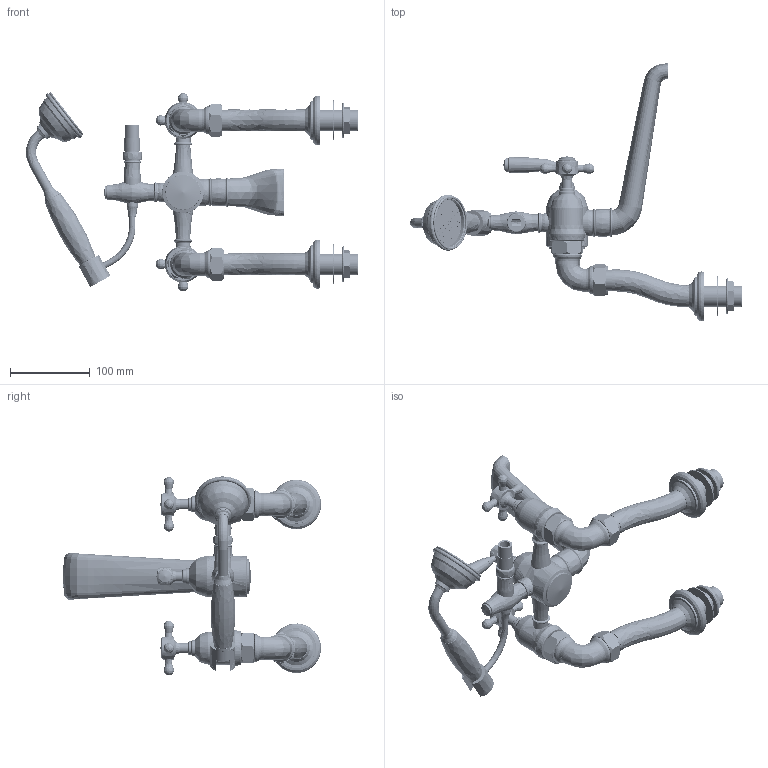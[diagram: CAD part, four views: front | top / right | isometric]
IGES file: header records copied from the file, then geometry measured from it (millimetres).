
Global section: file name: V2K31-X; native system: Autodesk Inventor 2018; preprocessor: unknown; author: aduggalther; date: 20180123.085101; units: millimetre
Bounding box: 415.7 x 323.09 x 249.24 mm (x, y, z)
Volume: 909422.9 mm3; surface area: 431964.2 mm2
Topology: 93 solids, 99 shells, 2994 faces, 8491 edges, 5776 vertices
Faces by surface type: bspline 2994
